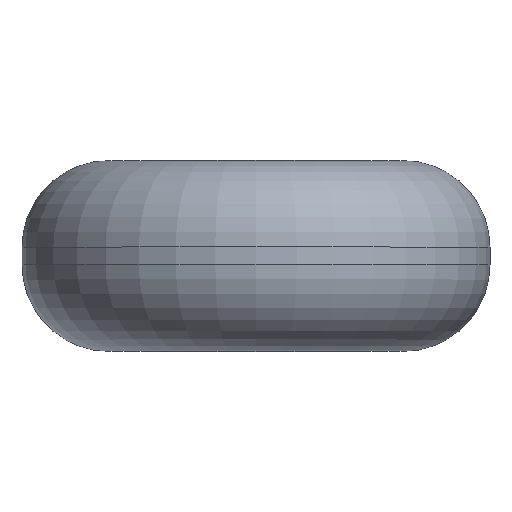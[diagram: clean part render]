
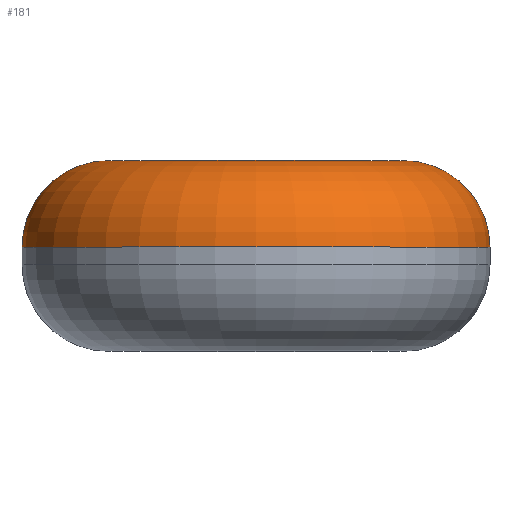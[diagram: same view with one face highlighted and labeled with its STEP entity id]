
A CAD part, top view. The second image highlights one B-rep face of the part: STEP entity #181.
In plain terms, the highlighted toroidal (fillet/blend) face has major radius 1.7 mm and minor radius 1 mm.
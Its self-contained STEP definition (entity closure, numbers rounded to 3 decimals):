
#17=TOROIDAL_SURFACE('',#220,1.7,1.);
#45=FACE_OUTER_BOUND('',#62,.T.);
#62=EDGE_LOOP('',(#142,#143,#144,#145,#146));
#83=CIRCLE('',#221,1.7);
#84=CIRCLE('',#222,1.);
#85=CIRCLE('',#223,2.7);
#86=CIRCLE('',#224,2.7);
#99=VERTEX_POINT('',#326);
#100=VERTEX_POINT('',#328);
#101=VERTEX_POINT('',#330);
#115=EDGE_CURVE('',#99,#99,#83,.T.);
#116=EDGE_CURVE('',#99,#100,#84,.T.);
#117=EDGE_CURVE('',#100,#101,#85,.T.);
#118=EDGE_CURVE('',#101,#100,#86,.T.);
#142=ORIENTED_EDGE('',*,*,#115,.T.);
#143=ORIENTED_EDGE('',*,*,#116,.T.);
#144=ORIENTED_EDGE('',*,*,#117,.T.);
#145=ORIENTED_EDGE('',*,*,#118,.T.);
#146=ORIENTED_EDGE('',*,*,#116,.F.);
#181=ADVANCED_FACE('',(#45),#17,.T.);
#220=AXIS2_PLACEMENT_3D('',#325,#265,#266);
#221=AXIS2_PLACEMENT_3D('',#327,#267,#268);
#222=AXIS2_PLACEMENT_3D('',#329,#269,#270);
#223=AXIS2_PLACEMENT_3D('',#331,#271,#272);
#224=AXIS2_PLACEMENT_3D('',#332,#273,#274);
#265=DIRECTION('center_axis',(0.,1.,0.));
#266=DIRECTION('ref_axis',(0.,0.,1.));
#267=DIRECTION('center_axis',(0.,-1.,0.));
#268=DIRECTION('ref_axis',(1.,0.,0.));
#269=DIRECTION('center_axis',(-1.,0.,0.));
#270=DIRECTION('ref_axis',(0.,0.,-1.));
#271=DIRECTION('center_axis',(0.,1.,0.));
#272=DIRECTION('ref_axis',(1.,0.,0.));
#273=DIRECTION('center_axis',(0.,1.,0.));
#274=DIRECTION('ref_axis',(1.,0.,0.));
#325=CARTESIAN_POINT('Origin',(2.,0.1,7.2));
#326=CARTESIAN_POINT('',(2.,1.1,5.5));
#327=CARTESIAN_POINT('Origin',(2.,1.1,7.2));
#328=CARTESIAN_POINT('',(2.,0.1,4.5));
#329=CARTESIAN_POINT('Origin',(2.,0.1,5.5));
#330=CARTESIAN_POINT('',(-0.7,0.1,7.2));
#331=CARTESIAN_POINT('Origin',(2.,0.1,7.2));
#332=CARTESIAN_POINT('Origin',(2.,0.1,7.2));
